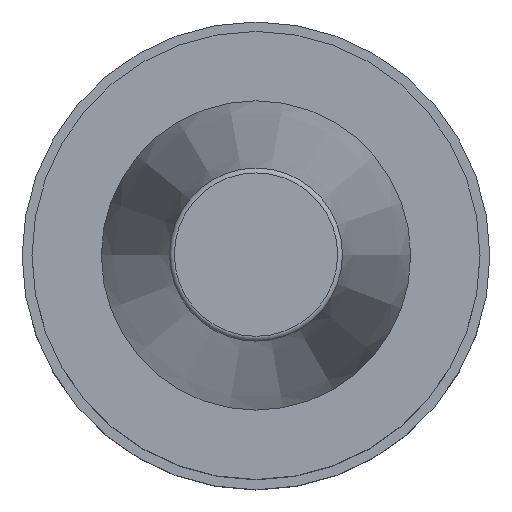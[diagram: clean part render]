
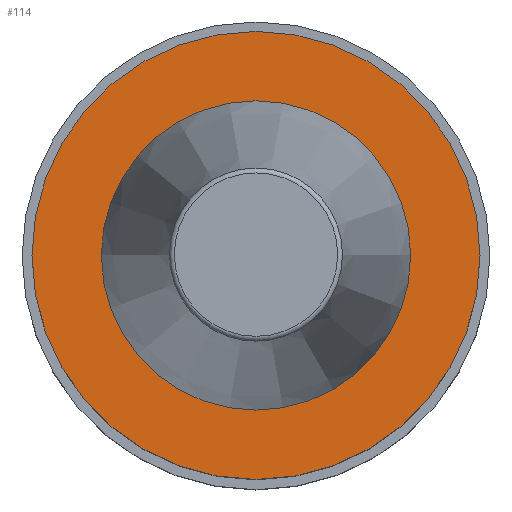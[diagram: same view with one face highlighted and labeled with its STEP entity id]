
A CAD part, top view. The second image highlights one B-rep face of the part: STEP entity #114.
In plain terms, the highlighted planar face has unit normal (0, 0, 1).
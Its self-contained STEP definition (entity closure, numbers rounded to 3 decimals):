
#60=FACE_BOUND('',#162,.T.);
#61=FACE_BOUND('',#163,.T.);
#114=ADVANCED_FACE('',(#60,#61),#140,.T.);
#140=PLANE('',#369);
#162=EDGE_LOOP('',(#220));
#163=EDGE_LOOP('',(#221));
#220=ORIENTED_EDGE('',*,*,#303,.T.);
#221=ORIENTED_EDGE('',*,*,#302,.F.);
#273=VERTEX_POINT('',#552);
#274=VERTEX_POINT('',#555);
#302=EDGE_CURVE('',#273,#273,#331,.T.);
#303=EDGE_CURVE('',#274,#274,#332,.T.);
#331=CIRCLE('',#366,15.575);
#332=CIRCLE('',#368,22.99);
#366=AXIS2_PLACEMENT_3D('',#551,#437,#438);
#368=AXIS2_PLACEMENT_3D('',#554,#441,#442);
#369=AXIS2_PLACEMENT_3D('',#556,#443,#444);
#437=DIRECTION('',(0.0,0.0,1.0));
#438=DIRECTION('',(1.0,0.0,0.0));
#441=DIRECTION('',(0.0,0.0,1.0));
#442=DIRECTION('',(1.0,0.0,0.0));
#443=DIRECTION('',(0.0,0.0,1.0));
#444=DIRECTION('',(1.0,0.0,0.0));
#551=CARTESIAN_POINT('',(0.0,0.0,-1.0));
#552=CARTESIAN_POINT('',(15.575,0.0,-1.0));
#554=CARTESIAN_POINT('',(0.0,0.0,-1.0));
#555=CARTESIAN_POINT('',(22.99,0.0,-1.0));
#556=CARTESIAN_POINT('',(0.0,15.575,-1.0));
